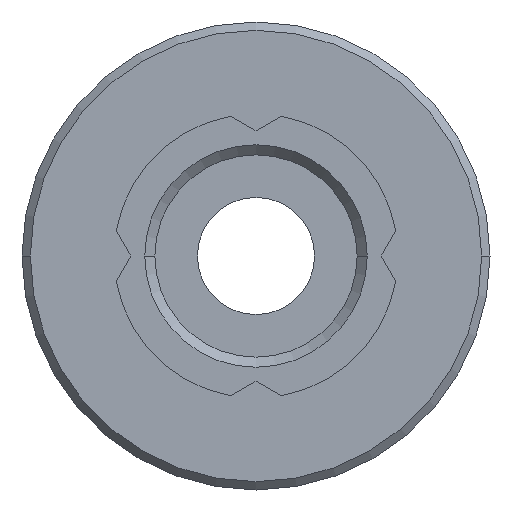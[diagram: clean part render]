
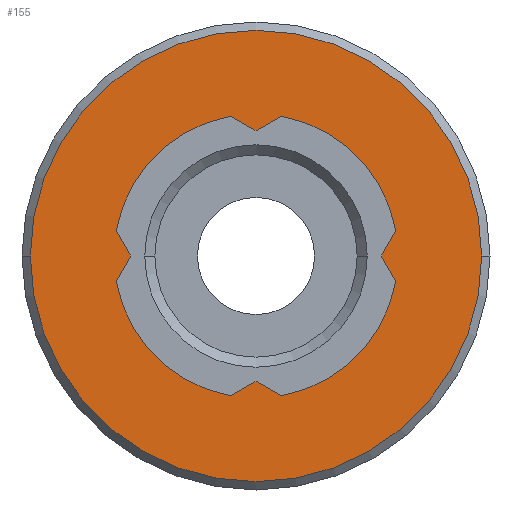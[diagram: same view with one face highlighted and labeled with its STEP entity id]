
A CAD part, front view. The second image highlights one B-rep face of the part: STEP entity #155.
In plain terms, the highlighted planar face has unit normal (0, -1, 0).
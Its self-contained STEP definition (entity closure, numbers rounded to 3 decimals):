
#155=ADVANCED_FACE('',(#362,#363),#364,.T.);
#362=FACE_BOUND('',#619,.T.);
#363=FACE_OUTER_BOUND('',#620,.T.);
#364=PLANE('',#621);
#619=EDGE_LOOP('',(#1011,#1012,#1013,#1014,#1015,#1016,#1017,#1018,#1019,#1020,#1021,#1022));
#620=EDGE_LOOP('',(#1023,#1024));
#621=AXIS2_PLACEMENT_3D('',#1025,#1026,#1027);
#1011=ORIENTED_EDGE('',*,*,#1599,.T.);
#1012=ORIENTED_EDGE('',*,*,#1600,.T.);
#1013=ORIENTED_EDGE('',*,*,#1537,.T.);
#1014=ORIENTED_EDGE('',*,*,#1601,.T.);
#1015=ORIENTED_EDGE('',*,*,#1602,.T.);
#1016=ORIENTED_EDGE('',*,*,#1603,.T.);
#1017=ORIENTED_EDGE('',*,*,#1604,.T.);
#1018=ORIENTED_EDGE('',*,*,#1605,.T.);
#1019=ORIENTED_EDGE('',*,*,#1546,.T.);
#1020=ORIENTED_EDGE('',*,*,#1606,.T.);
#1021=ORIENTED_EDGE('',*,*,#1607,.T.);
#1022=ORIENTED_EDGE('',*,*,#1608,.T.);
#1023=ORIENTED_EDGE('',*,*,#1609,.F.);
#1024=ORIENTED_EDGE('',*,*,#1610,.F.);
#1025=CARTESIAN_POINT('',(6.75,1.7,0.0));
#1026=DIRECTION('',(0.,-1.0,0.0));
#1027=DIRECTION('',(-1.0,0.,0.0));
#1537=EDGE_CURVE('',#1845,#1846,#1847,.T.);
#1546=EDGE_CURVE('',#1858,#1859,#1860,.T.);
#1599=EDGE_CURVE('',#1936,#1937,#1938,.T.);
#1600=EDGE_CURVE('',#1937,#1845,#1939,.T.);
#1601=EDGE_CURVE('',#1846,#1940,#1941,.T.);
#1602=EDGE_CURVE('',#1940,#1942,#1943,.T.);
#1603=EDGE_CURVE('',#1942,#1944,#1945,.T.);
#1604=EDGE_CURVE('',#1944,#1946,#1947,.T.);
#1605=EDGE_CURVE('',#1946,#1858,#1948,.T.);
#1606=EDGE_CURVE('',#1859,#1949,#1950,.T.);
#1607=EDGE_CURVE('',#1949,#1951,#1952,.T.);
#1608=EDGE_CURVE('',#1951,#1936,#1953,.T.);
#1609=EDGE_CURVE('',#1954,#1955,#1956,.T.);
#1610=EDGE_CURVE('',#1955,#1954,#1957,.T.);
#1845=VERTEX_POINT('',#2315);
#1846=VERTEX_POINT('',#2316);
#1847=CIRCLE('',#2317,8.5);
#1858=VERTEX_POINT('',#2332);
#1859=VERTEX_POINT('',#2333);
#1860=CIRCLE('',#2334,8.5);
#1936=VERTEX_POINT('',#2499);
#1937=VERTEX_POINT('',#2500);
#1938=LINE('',#2501,#2502);
#1939=LINE('',#2503,#2504);
#1940=VERTEX_POINT('',#2505);
#1941=LINE('',#2506,#2507);
#1942=VERTEX_POINT('',#2508);
#1943=LINE('',#2509,#2510);
#1944=VERTEX_POINT('',#2511);
#1945=CIRCLE('',#2512,8.5);
#1946=VERTEX_POINT('',#2513);
#1947=LINE('',#2514,#2515);
#1948=LINE('',#2516,#2517);
#1949=VERTEX_POINT('',#2518);
#1950=LINE('',#2519,#2520);
#1951=VERTEX_POINT('',#2521);
#1952=LINE('',#2522,#2523);
#1953=CIRCLE('',#2524,8.5);
#1954=VERTEX_POINT('',#2525);
#1955=VERTEX_POINT('',#2526);
#1956=CIRCLE('',#2527,13.5);
#1957=CIRCLE('',#2528,13.5);
#2315=CARTESIAN_POINT('',(1.501,1.7,8.366));
#2316=CARTESIAN_POINT('',(8.366,1.7,1.501));
#2317=AXIS2_PLACEMENT_3D('',#2898,#2899,#2900);
#2332=CARTESIAN_POINT('',(-1.501,1.7,-8.366));
#2333=CARTESIAN_POINT('',(-8.366,1.7,-1.501));
#2334=AXIS2_PLACEMENT_3D('',#2911,#2912,#2913);
#2499=CARTESIAN_POINT('',(-1.501,1.7,8.366));
#2500=CARTESIAN_POINT('',(0.,1.7,7.5));
#2501=CARTESIAN_POINT('',(3.321,1.7,5.583));
#2502=VECTOR('',#2992,1.0);
#2503=CARTESIAN_POINT('',(1.742,1.7,8.506));
#2504=VECTOR('',#2993,1.0);
#2505=CARTESIAN_POINT('',(7.5,1.7,0.));
#2506=CARTESIAN_POINT('',(7.888,1.7,0.672));
#2507=VECTOR('',#2994,1.0);
#2508=CARTESIAN_POINT('',(8.366,1.7,-1.501));
#2509=CARTESIAN_POINT('',(7.888,1.7,-0.672));
#2510=VECTOR('',#2995,1.0);
#2511=CARTESIAN_POINT('',(1.501,1.7,-8.366));
#2512=AXIS2_PLACEMENT_3D('',#2996,#2997,#2998);
#2513=CARTESIAN_POINT('',(0.,1.7,-7.5));
#2514=CARTESIAN_POINT('',(1.742,1.7,-8.506));
#2515=VECTOR('',#2999,1.0);
#2516=CARTESIAN_POINT('',(3.321,1.7,-5.583));
#2517=VECTOR('',#3000,1.0);
#2518=CARTESIAN_POINT('',(-7.5,1.7,0.));
#2519=CARTESIAN_POINT('',(-6.2,1.7,2.251));
#2520=VECTOR('',#3001,1.0);
#2521=CARTESIAN_POINT('',(-8.366,1.7,1.501));
#2522=CARTESIAN_POINT('',(-6.2,1.7,-2.251));
#2523=VECTOR('',#3002,1.0);
#2524=AXIS2_PLACEMENT_3D('',#3003,#3004,#3005);
#2525=CARTESIAN_POINT('',(13.5,1.7,0.0));
#2526=CARTESIAN_POINT('',(-13.5,1.7,0.));
#2527=AXIS2_PLACEMENT_3D('',#3006,#3007,#3008);
#2528=AXIS2_PLACEMENT_3D('',#3009,#3010,#3011);
#2898=CARTESIAN_POINT('',(0.0,1.7,0.0));
#2899=DIRECTION('',(0.,1.0,0.0));
#2900=DIRECTION('',(1.0,0.,0.0));
#2911=CARTESIAN_POINT('',(0.0,1.7,0.0));
#2912=DIRECTION('',(0.,1.0,0.0));
#2913=DIRECTION('',(1.0,0.,0.0));
#2992=DIRECTION('',(0.866,0.,-0.5));
#2993=DIRECTION('',(0.866,0.,0.5));
#2994=DIRECTION('',(-0.5,0.,-0.866));
#2995=DIRECTION('',(0.5,0.,-0.866));
#2996=CARTESIAN_POINT('',(0.0,1.7,0.0));
#2997=DIRECTION('',(0.,1.0,0.0));
#2998=DIRECTION('',(1.0,0.,0.0));
#2999=DIRECTION('',(-0.866,0.,0.5));
#3000=DIRECTION('',(-0.866,0.,-0.5));
#3001=DIRECTION('',(0.5,0.,0.866));
#3002=DIRECTION('',(-0.5,0.,0.866));
#3003=CARTESIAN_POINT('',(0.0,1.7,0.0));
#3004=DIRECTION('',(0.,1.0,0.0));
#3005=DIRECTION('',(1.0,0.,0.0));
#3006=CARTESIAN_POINT('',(0.0,1.7,0.0));
#3007=DIRECTION('',(-0.0,1.0,0.0));
#3008=DIRECTION('',(1.0,0.0,0.0));
#3009=CARTESIAN_POINT('',(0.0,1.7,0.0));
#3010=DIRECTION('',(-0.0,1.0,0.0));
#3011=DIRECTION('',(1.0,0.0,0.0));
